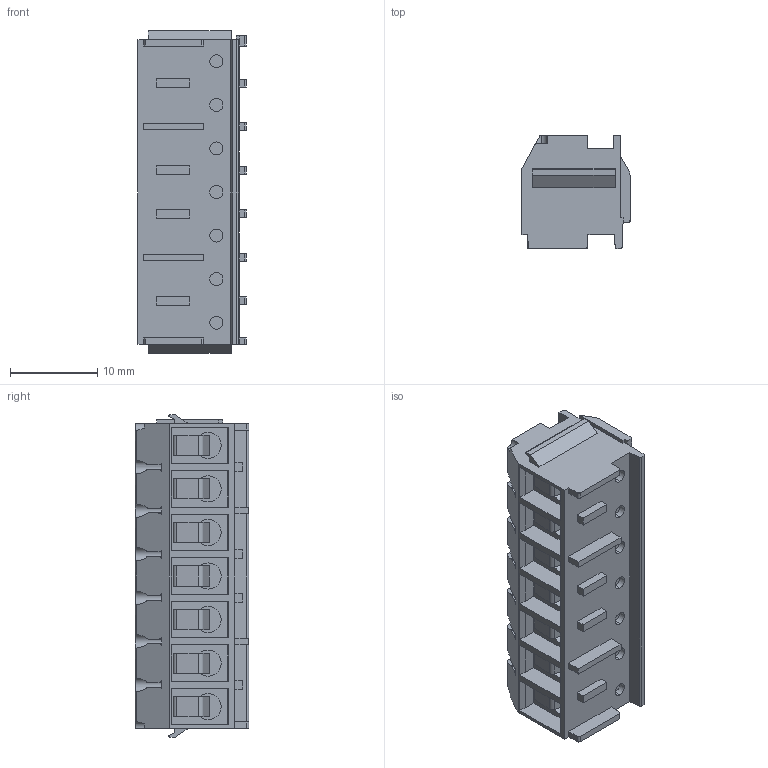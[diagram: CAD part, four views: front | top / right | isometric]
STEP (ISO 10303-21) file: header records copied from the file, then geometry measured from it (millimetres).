
FILE_DESCRIPTION((''),'2;1');
FILE_NAME('TL241T','2024-12-06T',('yanfa'),(''),'PRO/ENGINEER BY PARAMETRIC TECHNOLOGY CORPORATION, 2009280','PRO/ENGINEER BY PARAMETRIC TECHNOLOGY CORPORATION, 2009280','');
FILE_SCHEMA(('AUTOMOTIVE_DESIGN_CC2 { 1 2 10303 214 -1 1 5 2 }'));
Length unit declared in the file: millimetre
Products named in the file (1): TL241T
Bounding box: 12.4 x 13 x 37 mm (x, y, z)
Volume: 3379.8 mm3; surface area: 3788.6 mm2
Topology: 1 solids, 1 shells, 598 faces, 1566 edges, 1020 vertices
Faces by surface type: plane 329, cylinder 175, cone 42, extrusion 38, torus 14
Entity records: 18898 total; most frequent: CARTESIAN_POINT 3981, ORIENTED_EDGE 3132, DIRECTION 3012, EDGE_CURVE 1566, VECTOR 1072, LINE 1034, VERTEX_POINT 1020, AXIS2_PLACEMENT_3D 970
